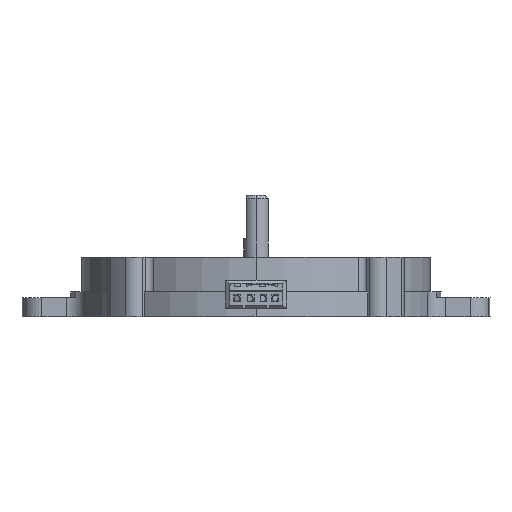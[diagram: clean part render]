
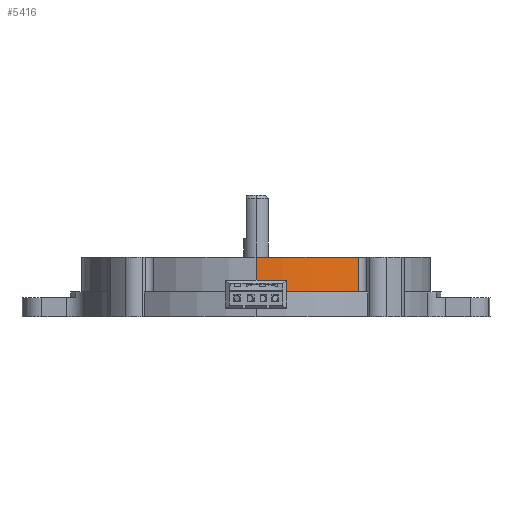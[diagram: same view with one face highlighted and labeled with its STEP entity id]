
A CAD part, left-side view. The second image highlights one B-rep face of the part: STEP entity #5416.
In plain terms, the highlighted cylindrical face has radius 28.15 mm (diameter 56.3 mm), a partial arc.
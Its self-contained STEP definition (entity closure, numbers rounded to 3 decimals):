
#137 = DIRECTION ( 'NONE',  ( 0., 0., 1. ) ) ;
#198 = DIRECTION ( 'NONE',  ( 0., 0., 1. ) ) ;
#480 = ORIENTED_EDGE ( 'NONE', *, *, #3784, .T. ) ;
#608 = DIRECTION ( 'NONE',  ( -1., 0., 0. ) ) ;
#704 = ORIENTED_EDGE ( 'NONE', *, *, #2646, .T. ) ;
#712 = AXIS2_PLACEMENT_3D ( 'NONE', #4479, #198, #2073 ) ;
#947 = VECTOR ( 'NONE', #5731, 1000. ) ;
#1038 = CARTESIAN_POINT ( 'NONE',  ( 0., 0., 9.6 ) ) ;
#1089 = CYLINDRICAL_SURFACE ( 'NONE', #5970, 28.15 ) ;
#1122 = AXIS2_PLACEMENT_3D ( 'NONE', #1038, #2920, #4852 ) ;
#1318 = VERTEX_POINT ( 'NONE', #3463 ) ;
#1582 = VERTEX_POINT ( 'NONE', #3233 ) ;
#1806 = CIRCLE ( 'NONE', #1122, 28.15 ) ;
#1874 = ORIENTED_EDGE ( 'NONE', *, *, #2610, .F. ) ;
#1879 = LINE ( 'NONE', #3801, #947 ) ;
#2073 = DIRECTION ( 'NONE',  ( 1., 0., 0. ) ) ;
#2112 = ORIENTED_EDGE ( 'NONE', *, *, #5735, .T. ) ;
#2481 = LINE ( 'NONE', #4408, #3619 ) ;
#2610 = EDGE_CURVE ( 'NONE', #3061, #6200, #1806, .T. ) ;
#2646 = EDGE_CURVE ( 'NONE', #1582, #6200, #2481, .T. ) ;
#2920 = DIRECTION ( 'NONE',  ( 0., 0., 1. ) ) ;
#2978 = CARTESIAN_POINT ( 'NONE',  ( 0., 0., 9.6 ) ) ;
#3061 = VERTEX_POINT ( 'NONE', #4734 ) ;
#3233 = CARTESIAN_POINT ( 'NONE',  ( -22.739, -16.594, 4. ) ) ;
#3463 = CARTESIAN_POINT ( 'NONE',  ( -28.15, 0., 4. ) ) ;
#3619 = VECTOR ( 'NONE', #137, 1000. ) ;
#3784 = EDGE_CURVE ( 'NONE', #1318, #1582, #6060, .T. ) ;
#3801 = CARTESIAN_POINT ( 'NONE',  ( -28.15, 0., 9.6 ) ) ;
#4408 = CARTESIAN_POINT ( 'NONE',  ( -22.739, -16.594, 9.6 ) ) ;
#4410 = CARTESIAN_POINT ( 'NONE',  ( -22.739, -16.594, 9.6 ) ) ;
#4479 = CARTESIAN_POINT ( 'NONE',  ( 0., 0., 4. ) ) ;
#4734 = CARTESIAN_POINT ( 'NONE',  ( -28.15, 0., 9.6 ) ) ;
#4852 = DIRECTION ( 'NONE',  ( 1., 0., 0. ) ) ;
#4905 = DIRECTION ( 'NONE',  ( 0., 0., -1. ) ) ;
#5202 = EDGE_LOOP ( 'NONE', ( #1874, #2112, #480, #704 ) ) ;
#5402 = FACE_OUTER_BOUND ( 'NONE', #5202, .T. ) ;
#5416 = ADVANCED_FACE ( 'NONE', ( #5402 ), #1089, .T. ) ;
#5731 = DIRECTION ( 'NONE',  ( 0., 0., -1. ) ) ;
#5735 = EDGE_CURVE ( 'NONE', #3061, #1318, #1879, .T. ) ;
#5970 = AXIS2_PLACEMENT_3D ( 'NONE', #2978, #4905, #608 ) ;
#6060 = CIRCLE ( 'NONE', #712, 28.15 ) ;
#6200 = VERTEX_POINT ( 'NONE', #4410 ) ;
